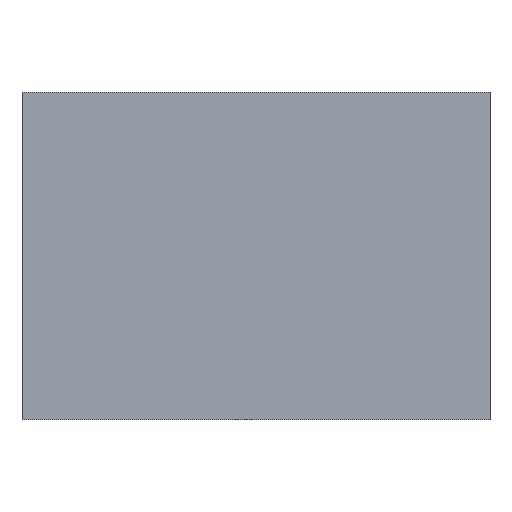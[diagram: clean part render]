
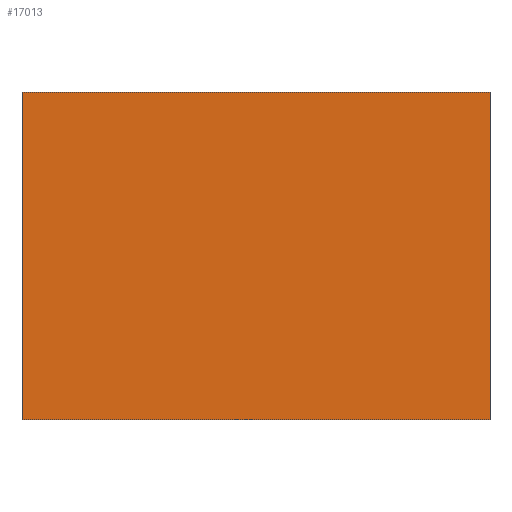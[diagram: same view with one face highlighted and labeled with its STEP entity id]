
A CAD part, front view. The second image highlights one B-rep face of the part: STEP entity #17013.
In plain terms, the highlighted planar face has unit normal (0, -1, 0).
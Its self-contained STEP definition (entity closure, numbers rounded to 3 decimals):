
#170 = CARTESIAN_POINT ( 'NONE',  ( 125., 0., 175. ) ) ;
#439 = CARTESIAN_POINT ( 'NONE',  ( -124.143, 0., 175. ) ) ;
#768 = CARTESIAN_POINT ( 'NONE',  ( -62.071, 0., 0. ) ) ;
#917 = CARTESIAN_POINT ( 'NONE',  ( -62.071, 0., 175. ) ) ;
#1113 = VECTOR ( 'NONE', #26551, 1000. ) ;
#2834 = FACE_OUTER_BOUND ( 'NONE', #27038, .T. ) ;
#3481 = DIRECTION ( 'NONE',  ( 0., 0., 1. ) ) ;
#4738 = DIRECTION ( 'NONE',  ( 1., 0., 0. ) ) ;
#7005 = VERTEX_POINT ( 'NONE', #22467 ) ;
#7470 = VERTEX_POINT ( 'NONE', #8532 ) ;
#7539 = VERTEX_POINT ( 'NONE', #17117 ) ;
#7624 = LINE ( 'NONE', #25039, #18745 ) ;
#8532 = CARTESIAN_POINT ( 'NONE',  ( -125., 0., 0. ) ) ;
#9079 = DIRECTION ( 'NONE',  ( 0., 1., 0. ) ) ;
#9093 = VERTEX_POINT ( 'NONE', #170 ) ;
#11959 = LINE ( 'NONE', #20485, #18001 ) ;
#13236 = AXIS2_PLACEMENT_3D ( 'NONE', #439, #9079, #24520 ) ;
#13641 = LINE ( 'NONE', #917, #17459 ) ;
#13983 = EDGE_CURVE ( 'NONE', #7539, #7470, #17751, .T. ) ;
#15601 = EDGE_CURVE ( 'NONE', #7005, #9093, #13641, .T. ) ;
#17013 = ADVANCED_FACE ( 'NONE', ( #2834 ), #17701, .F. ) ;
#17117 = CARTESIAN_POINT ( 'NONE',  ( 125., 0., 0. ) ) ;
#17459 = VECTOR ( 'NONE', #4738, 1000. ) ;
#17580 = ORIENTED_EDGE ( 'NONE', *, *, #13983, .F. ) ;
#17701 = PLANE ( 'NONE',  #13236 ) ;
#17751 = LINE ( 'NONE', #768, #1113 ) ;
#17961 = EDGE_CURVE ( 'NONE', #9093, #7539, #7624, .T. ) ;
#18001 = VECTOR ( 'NONE', #3481, 1000. ) ;
#18745 = VECTOR ( 'NONE', #20644, 1000. ) ;
#18996 = ORIENTED_EDGE ( 'NONE', *, *, #20908, .F. ) ;
#20485 = CARTESIAN_POINT ( 'NONE',  ( -125., 0., 175. ) ) ;
#20644 = DIRECTION ( 'NONE',  ( 0., 0., -1. ) ) ;
#20908 = EDGE_CURVE ( 'NONE', #7470, #7005, #11959, .T. ) ;
#22467 = CARTESIAN_POINT ( 'NONE',  ( -125., 0., 175. ) ) ;
#24520 = DIRECTION ( 'NONE',  ( 1., 0., 0. ) ) ;
#25039 = CARTESIAN_POINT ( 'NONE',  ( 125., 0., 175. ) ) ;
#25378 = ORIENTED_EDGE ( 'NONE', *, *, #17961, .F. ) ;
#26551 = DIRECTION ( 'NONE',  ( -1., 0., 0. ) ) ;
#27038 = EDGE_LOOP ( 'NONE', ( #17580, #25378, #27849, #18996 ) ) ;
#27849 = ORIENTED_EDGE ( 'NONE', *, *, #15601, .F. ) ;
